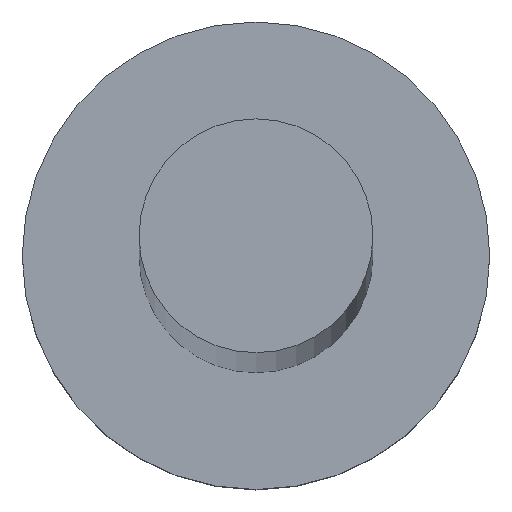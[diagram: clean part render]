
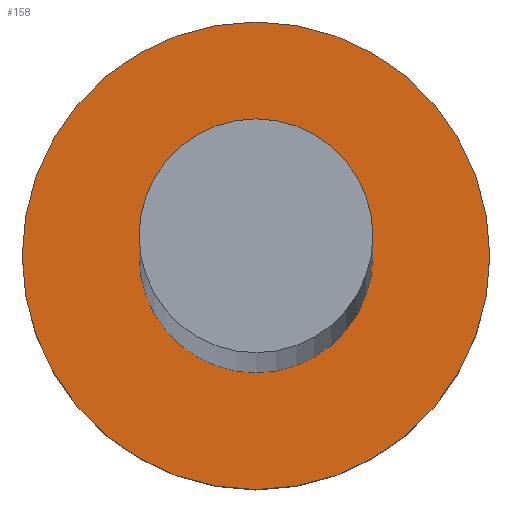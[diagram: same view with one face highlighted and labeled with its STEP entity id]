
A CAD part, top view. The second image highlights one B-rep face of the part: STEP entity #158.
In plain terms, the highlighted planar face has unit normal (0, 0, 1).
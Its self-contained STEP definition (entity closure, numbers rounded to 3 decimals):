
#6 = DIRECTION ( 'NONE',  ( 1., 0., 0. ) ) ;
#8 = CIRCLE ( 'NONE', #245, 4. ) ;
#13 = CARTESIAN_POINT ( 'NONE',  ( 4., 0., 4. ) ) ;
#15 = CARTESIAN_POINT ( 'NONE',  ( 0., 0., 4. ) ) ;
#16 = CARTESIAN_POINT ( 'NONE',  ( 0., 0., 4. ) ) ;
#20 = ORIENTED_EDGE ( 'NONE', *, *, #38, .F. ) ;
#23 = CARTESIAN_POINT ( 'NONE',  ( 2., 0., 4. ) ) ;
#24 = AXIS2_PLACEMENT_3D ( 'NONE', #15, #100, #107 ) ;
#29 = FACE_BOUND ( 'NONE', #138, .T. ) ;
#31 = CARTESIAN_POINT ( 'NONE',  ( -4., 0., 4. ) ) ;
#34 = ORIENTED_EDGE ( 'NONE', *, *, #180, .T. ) ;
#35 = VERTEX_POINT ( 'NONE', #122 ) ;
#38 = EDGE_CURVE ( 'NONE', #178, #35, #255, .T. ) ;
#44 = DIRECTION ( 'NONE',  ( 0., 0., 1. ) ) ;
#53 = CARTESIAN_POINT ( 'NONE',  ( 0., 0., 4. ) ) ;
#60 = FACE_OUTER_BOUND ( 'NONE', #80, .T. ) ;
#64 = CARTESIAN_POINT ( 'NONE',  ( 0., 0., 4. ) ) ;
#71 = AXIS2_PLACEMENT_3D ( 'NONE', #16, #44, #130 ) ;
#80 = EDGE_LOOP ( 'NONE', ( #34, #136 ) ) ;
#100 = DIRECTION ( 'NONE',  ( 0., 0., 1. ) ) ;
#105 = CIRCLE ( 'NONE', #24, 4. ) ;
#107 = DIRECTION ( 'NONE',  ( 1., 0., 0. ) ) ;
#114 = CIRCLE ( 'NONE', #71, 2. ) ;
#115 = ORIENTED_EDGE ( 'NONE', *, *, #240, .F. ) ;
#122 = CARTESIAN_POINT ( 'NONE',  ( -2., 0., 4. ) ) ;
#123 = DIRECTION ( 'NONE',  ( 0., 0., 1. ) ) ;
#126 = PLANE ( 'NONE',  #221 ) ;
#130 = DIRECTION ( 'NONE',  ( 1., 0., 0. ) ) ;
#136 = ORIENTED_EDGE ( 'NONE', *, *, #166, .T. ) ;
#138 = EDGE_LOOP ( 'NONE', ( #115, #20 ) ) ;
#154 = VERTEX_POINT ( 'NONE', #13 ) ;
#158 = ADVANCED_FACE ( 'NONE', ( #29, #60 ), #126, .T. ) ;
#166 = EDGE_CURVE ( 'NONE', #154, #226, #105, .T. ) ;
#168 = DIRECTION ( 'NONE',  ( 0., 0., 1. ) ) ;
#176 = AXIS2_PLACEMENT_3D ( 'NONE', #200, #123, #6 ) ;
#178 = VERTEX_POINT ( 'NONE', #23 ) ;
#180 = EDGE_CURVE ( 'NONE', #226, #154, #8, .T. ) ;
#189 = DIRECTION ( 'NONE',  ( 0., 0., 1. ) ) ;
#200 = CARTESIAN_POINT ( 'NONE',  ( 0., 0., 4. ) ) ;
#212 = DIRECTION ( 'NONE',  ( 1., 0., 0. ) ) ;
#221 = AXIS2_PLACEMENT_3D ( 'NONE', #64, #189, #212 ) ;
#226 = VERTEX_POINT ( 'NONE', #31 ) ;
#240 = EDGE_CURVE ( 'NONE', #35, #178, #114, .T. ) ;
#241 = DIRECTION ( 'NONE',  ( 1., 0., 0. ) ) ;
#245 = AXIS2_PLACEMENT_3D ( 'NONE', #53, #168, #241 ) ;
#255 = CIRCLE ( 'NONE', #176, 2. ) ;
